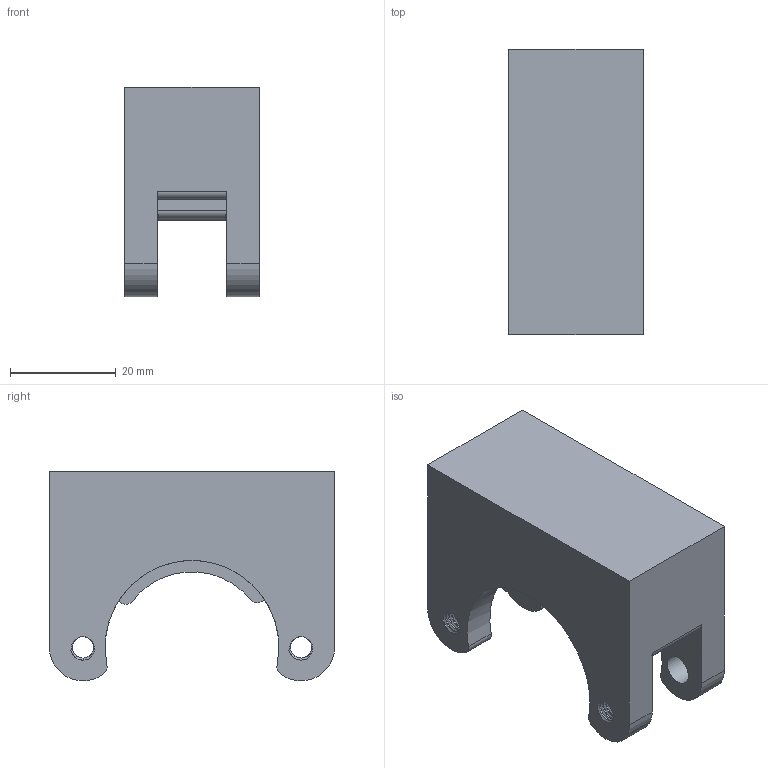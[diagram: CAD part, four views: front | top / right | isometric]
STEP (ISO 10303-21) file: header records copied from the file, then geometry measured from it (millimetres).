
FILE_DESCRIPTION(/* description */ (''),/* implementation_level */ '2;1');
FILE_NAME(/* name */ 'Bearing Clip.step',/* time_stamp */ '2023-12-17T21:13:18-05:00',/* author */ (''),/* organization */ (''),/* preprocessor_version */ 'ST-DEVELOPER v20',/* originating_system */ 'Autodesk Translation Framework v12.14.0.127',/* authorisation */ '');
FILE_SCHEMA (('AUTOMOTIVE_DESIGN { 1 0 10303 214 3 1 1 }'));
Length unit declared in the file: inch
Products named in the file (1): Bearing Clip
Bounding box: 25.4 x 53.98 x 39.69 mm (x, y, z)
Volume: 29590.9 mm3; surface area: 9507.7 mm2
Topology: 1 solids, 1 shells, 74 faces, 216 edges, 144 vertices
Faces by surface type: cylinder 58, plane 12, bspline 4
Full cylindrical faces by diameter (mm): 4.064 x2, 4.826 x8, 5.613 x2
Entity records: 4455 total; most frequent: CARTESIAN_POINT 2545, ORIENTED_EDGE 432, DIRECTION 342, EDGE_CURVE 216, VERTEX_POINT 144, AXIS2_PLACEMENT_3D 133, EDGE_LOOP 82, B_SPLINE_CURVE_WITH_KNOTS 78
